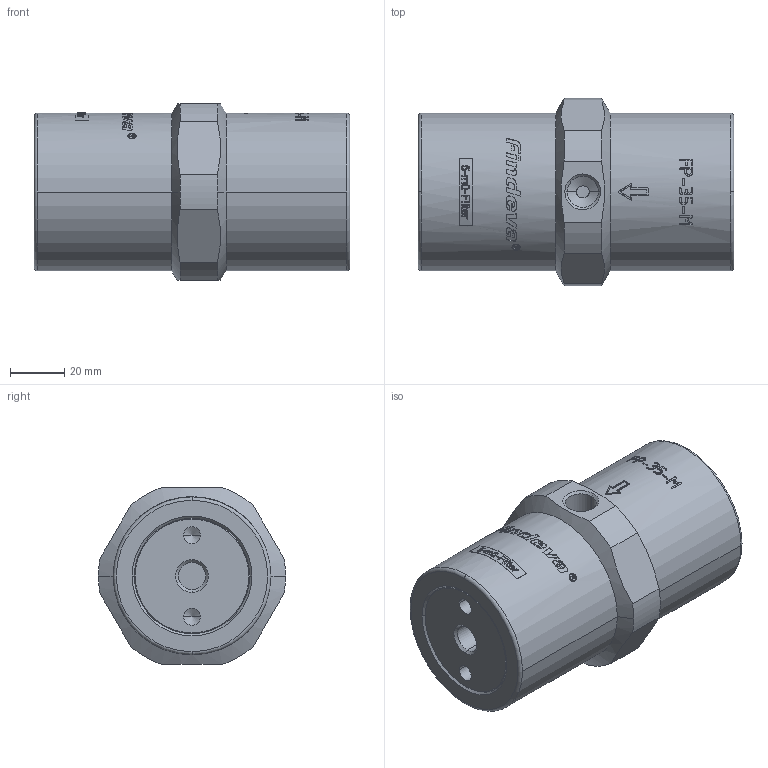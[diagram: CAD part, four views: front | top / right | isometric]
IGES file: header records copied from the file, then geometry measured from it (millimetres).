
Global section: file name: No Iges File Name specified; native system: Autodesk Inventor 2011; preprocessor: AutoDesk Inventor Iges Exporter R2011; author: Petr; date: 20120402.231707; units: millimetre
Bounding box: 116 x 68.8 x 65 mm (x, y, z)
Volume: 315843.4 mm3; surface area: 30177.8 mm2
Topology: 1 solids, 3 shells, 490 faces, 1300 edges, 857 vertices
Faces by surface type: bspline 229, plane 194, cylinder 51, cone 8, torus 4, revolution 4
